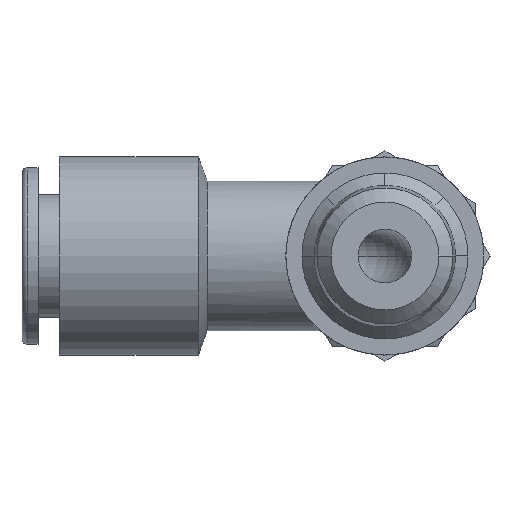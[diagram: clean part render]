
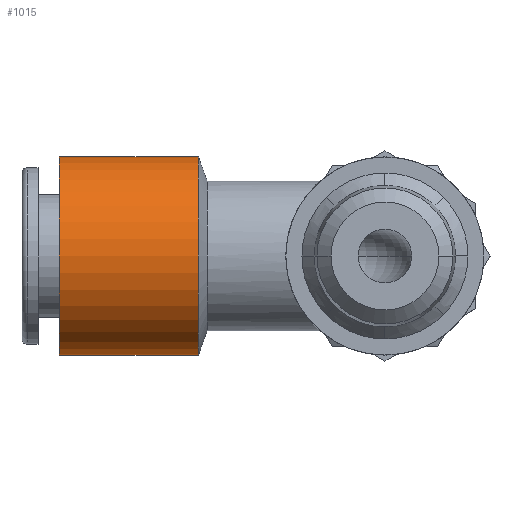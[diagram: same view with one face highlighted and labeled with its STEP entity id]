
A CAD part, front view. The second image highlights one B-rep face of the part: STEP entity #1015.
In plain terms, the highlighted cylindrical face has radius 9.25 mm (diameter 18.5 mm), a partial arc.
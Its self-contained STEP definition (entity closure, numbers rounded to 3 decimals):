
#54 = VERTEX_POINT ( 'NONE', #2394 ) ;
#56 = DIRECTION ( 'NONE',  ( 1., 0., 0. ) ) ;
#324 = VERTEX_POINT ( 'NONE', #3093 ) ;
#376 = ORIENTED_EDGE ( 'NONE', *, *, #5265, .F. ) ;
#628 = CARTESIAN_POINT ( 'NONE',  ( -56.563, 0., -9.25 ) ) ;
#788 = VERTEX_POINT ( 'NONE', #3346 ) ;
#854 = CARTESIAN_POINT ( 'NONE',  ( -30.4, 0., 0. ) ) ;
#942 = CARTESIAN_POINT ( 'NONE',  ( -56.563, 0., 0. ) ) ;
#1015 = ADVANCED_FACE ( 'NONE', ( #2812 ), #6889, .T. ) ;
#1038 = EDGE_CURVE ( 'NONE', #54, #788, #1120, .T. ) ;
#1120 = CIRCLE ( 'NONE', #2539, 9.25 ) ;
#1276 = EDGE_CURVE ( 'NONE', #7071, #54, #5850, .T. ) ;
#1976 = CARTESIAN_POINT ( 'NONE',  ( -17.419, 0., 0. ) ) ;
#2045 = DIRECTION ( 'NONE',  ( 0., 0., -1. ) ) ;
#2394 = CARTESIAN_POINT ( 'NONE',  ( -17.419, 0., -9.25 ) ) ;
#2483 = CIRCLE ( 'NONE', #5232, 9.25 ) ;
#2525 = CARTESIAN_POINT ( 'NONE',  ( -56.563, 0., 9.25 ) ) ;
#2527 = DIRECTION ( 'NONE',  ( 1., 0., 0. ) ) ;
#2539 = AXIS2_PLACEMENT_3D ( 'NONE', #1976, #3557, #2045 ) ;
#2812 = FACE_OUTER_BOUND ( 'NONE', #3668, .T. ) ;
#2862 = CARTESIAN_POINT ( 'NONE',  ( -30.4, 0., -9.25 ) ) ;
#2882 = DIRECTION ( 'NONE',  ( 0., 0., -1. ) ) ;
#2897 = ORIENTED_EDGE ( 'NONE', *, *, #1038, .T. ) ;
#3001 = AXIS2_PLACEMENT_3D ( 'NONE', #942, #3222, #5807 ) ;
#3093 = CARTESIAN_POINT ( 'NONE',  ( -30.4, 0., 9.25 ) ) ;
#3222 = DIRECTION ( 'NONE',  ( 1., 0., 0. ) ) ;
#3346 = CARTESIAN_POINT ( 'NONE',  ( -17.419, 0., 9.25 ) ) ;
#3538 = VECTOR ( 'NONE', #2527, 1000. ) ;
#3557 = DIRECTION ( 'NONE',  ( -1., 0., 0. ) ) ;
#3668 = EDGE_LOOP ( 'NONE', ( #376, #5423, #7062, #2897 ) ) ;
#5232 = AXIS2_PLACEMENT_3D ( 'NONE', #854, #5664, #2882 ) ;
#5265 = EDGE_CURVE ( 'NONE', #324, #788, #6716, .T. ) ;
#5306 = VECTOR ( 'NONE', #56, 1000. ) ;
#5423 = ORIENTED_EDGE ( 'NONE', *, *, #6954, .F. ) ;
#5664 = DIRECTION ( 'NONE',  ( -1., 0., 0. ) ) ;
#5807 = DIRECTION ( 'NONE',  ( 0., 0., -1. ) ) ;
#5850 = LINE ( 'NONE', #628, #5306 ) ;
#6716 = LINE ( 'NONE', #2525, #3538 ) ;
#6889 = CYLINDRICAL_SURFACE ( 'NONE', #3001, 9.25 ) ;
#6954 = EDGE_CURVE ( 'NONE', #7071, #324, #2483, .T. ) ;
#7062 = ORIENTED_EDGE ( 'NONE', *, *, #1276, .T. ) ;
#7071 = VERTEX_POINT ( 'NONE', #2862 ) ;
